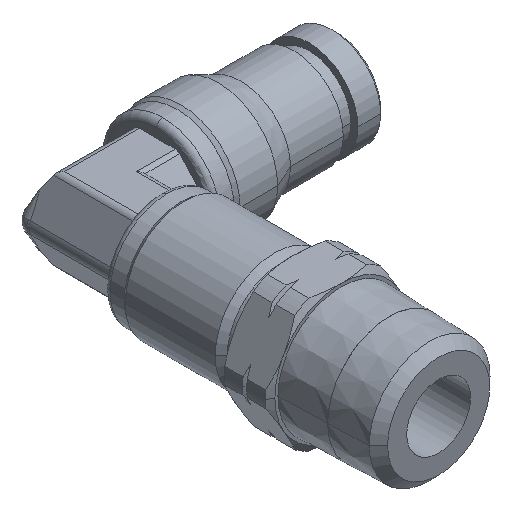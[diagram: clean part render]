
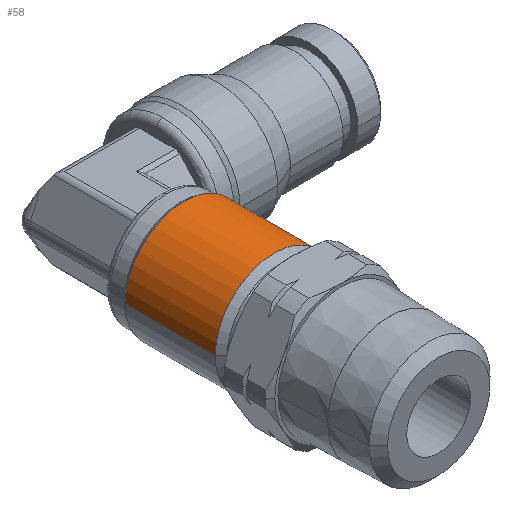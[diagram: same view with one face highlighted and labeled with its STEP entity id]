
A CAD part, isometric view. The second image highlights one B-rep face of the part: STEP entity #58.
In plain terms, the highlighted cylindrical face has radius 4.922 mm (diameter 9.844 mm), a partial arc.
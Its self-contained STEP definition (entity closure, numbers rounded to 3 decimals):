
#58=ADVANCED_FACE('',(#232),#233,.T.);
#232=FACE_OUTER_BOUND('',#565,.T.);
#233=CYLINDRICAL_SURFACE('',#566,4.922);
#565=EDGE_LOOP('',(#966,#967,#968,#969));
#566=AXIS2_PLACEMENT_3D('',#970,#971,#972);
#966=ORIENTED_EDGE('',*,*,#2191,.F.);
#967=ORIENTED_EDGE('',*,*,#2192,.T.);
#968=ORIENTED_EDGE('',*,*,#2193,.F.);
#969=ORIENTED_EDGE('',*,*,#2188,.F.);
#970=CARTESIAN_POINT('',(-19.642,-10.819,0.0));
#971=DIRECTION('',(0.,1.0,0.0));
#972=DIRECTION('',(-1.0,0.,0.0));
#2188=EDGE_CURVE('',#2616,#2619,#2620,.T.);
#2191=EDGE_CURVE('',#2624,#2616,#2625,.T.);
#2192=EDGE_CURVE('',#2624,#2626,#2627,.T.);
#2193=EDGE_CURVE('',#2619,#2626,#2628,.T.);
#2616=VERTEX_POINT('',#3364);
#2619=VERTEX_POINT('',#3368);
#2620=CIRCLE('',#3369,4.922);
#2624=VERTEX_POINT('',#3374);
#2625=LINE('',#3375,#3376);
#2626=VERTEX_POINT('',#3377);
#2627=CIRCLE('',#3378,4.922);
#2628=LINE('',#3379,#3380);
#3364=CARTESIAN_POINT('',(-24.564,-7.084,0.0));
#3368=CARTESIAN_POINT('',(-14.72,-7.084,0.));
#3369=AXIS2_PLACEMENT_3D('',#4913,#4914,#4915);
#3374=CARTESIAN_POINT('',(-24.564,-14.555,0.0));
#3375=CARTESIAN_POINT('',(-24.564,-10.819,0.));
#3376=VECTOR('',#4920,1.0);
#3377=CARTESIAN_POINT('',(-14.72,-14.555,0.));
#3378=AXIS2_PLACEMENT_3D('',#4921,#4922,#4923);
#3379=CARTESIAN_POINT('',(-14.72,-10.819,0.));
#3380=VECTOR('',#4924,1.0);
#4913=CARTESIAN_POINT('',(-19.642,-7.084,0.0));
#4914=DIRECTION('',(0.,1.0,0.0));
#4915=DIRECTION('',(-1.0,0.,0.0));
#4920=DIRECTION('',(0.,1.0,0.0));
#4921=CARTESIAN_POINT('',(-19.642,-14.555,0.0));
#4922=DIRECTION('',(0.,1.0,0.0));
#4923=DIRECTION('',(-1.0,0.,0.0));
#4924=DIRECTION('',(0.,-1.0,-0.0));
